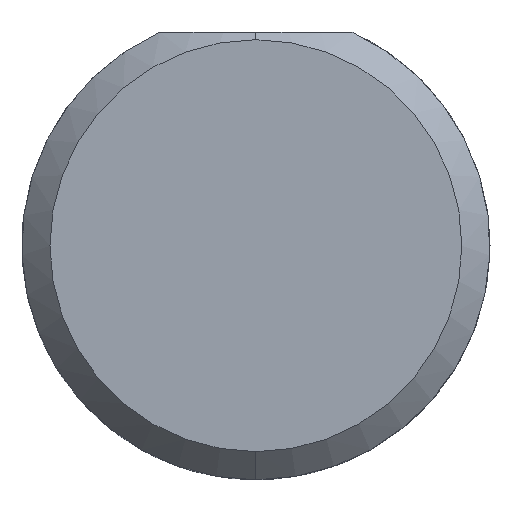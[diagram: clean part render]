
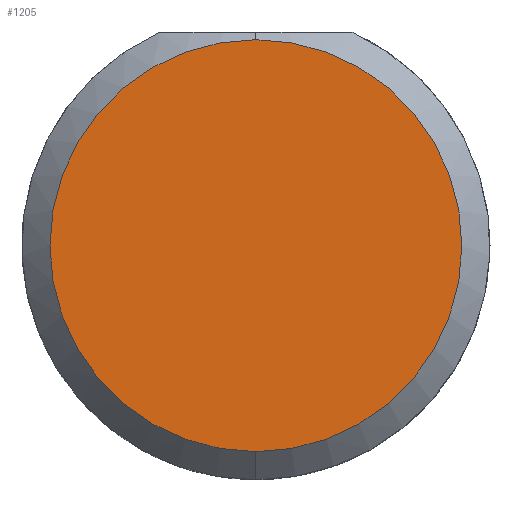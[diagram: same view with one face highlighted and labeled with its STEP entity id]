
A CAD part, left-side view. The second image highlights one B-rep face of the part: STEP entity #1205.
In plain terms, the highlighted planar face has unit normal (-1, 0, 0).
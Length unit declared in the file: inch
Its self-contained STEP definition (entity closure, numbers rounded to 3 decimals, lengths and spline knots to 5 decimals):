
#60 = AXIS2_PLACEMENT_3D ( 'NONE', #261, #984, #363 ) ;
#103 = VERTEX_POINT ( 'NONE', #920 ) ;
#105 = ORIENTED_EDGE ( 'NONE', *, *, #1255, .T. ) ;
#149 = DIRECTION ( 'NONE',  ( 0., 0., -1. ) ) ;
#235 = CARTESIAN_POINT ( 'NONE',  ( 0., 0., 0. ) ) ;
#261 = CARTESIAN_POINT ( 'NONE',  ( 0., 0., 0. ) ) ;
#286 = CIRCLE ( 'NONE', #60, 0.10985 ) ;
#319 = CARTESIAN_POINT ( 'NONE',  ( 0., 0., -0.10985 ) ) ;
#363 = DIRECTION ( 'NONE',  ( 0., 0., -1. ) ) ;
#515 = VERTEX_POINT ( 'NONE', #319 ) ;
#548 = FACE_OUTER_BOUND ( 'NONE', #849, .T. ) ;
#738 = DIRECTION ( 'NONE',  ( -1., 0., 0. ) ) ;
#767 = ORIENTED_EDGE ( 'NONE', *, *, #902, .T. ) ;
#843 = CARTESIAN_POINT ( 'NONE',  ( 0., 0., 0. ) ) ;
#849 = EDGE_LOOP ( 'NONE', ( #105, #767 ) ) ;
#902 = EDGE_CURVE ( 'NONE', #103, #515, #286, .T. ) ;
#915 = AXIS2_PLACEMENT_3D ( 'NONE', #843, #1053, #149 ) ;
#920 = CARTESIAN_POINT ( 'NONE',  ( 0., 0., 0.10985 ) ) ;
#984 = DIRECTION ( 'NONE',  ( -1., 0., 0. ) ) ;
#1036 = CIRCLE ( 'NONE', #1215, 0.10985 ) ;
#1053 = DIRECTION ( 'NONE',  ( 1., 0., 0. ) ) ;
#1150 = DIRECTION ( 'NONE',  ( 0., 0., -1. ) ) ;
#1158 = PLANE ( 'NONE',  #915 ) ;
#1205 = ADVANCED_FACE ( 'NONE', ( #548 ), #1158, .F. ) ;
#1215 = AXIS2_PLACEMENT_3D ( 'NONE', #235, #738, #1150 ) ;
#1255 = EDGE_CURVE ( 'NONE', #515, #103, #1036, .T. ) ;
